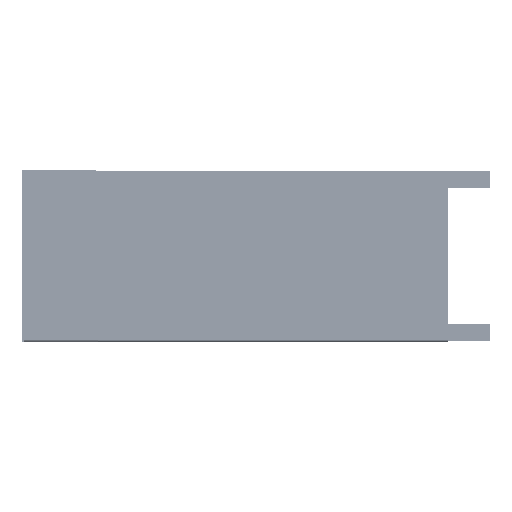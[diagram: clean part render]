
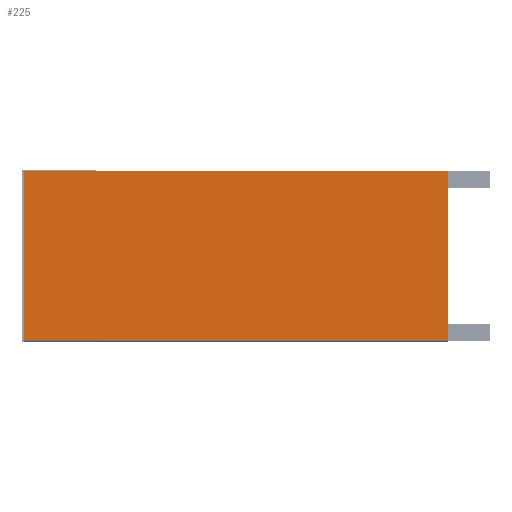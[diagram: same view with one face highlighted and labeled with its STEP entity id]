
A CAD part, left-side view. The second image highlights one B-rep face of the part: STEP entity #225.
In plain terms, the highlighted free-form (B-spline) face has degree [1, 1] with [2, 2] control points.
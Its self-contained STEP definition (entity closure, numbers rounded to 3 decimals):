
#21 = EDGE_CURVE('',#22,#24,#26,.T.);
#22 = VERTEX_POINT('',#23);
#23 = CARTESIAN_POINT('',(-931.397,1108.391,
    -229.222));
#24 = VERTEX_POINT('',#25);
#25 = CARTESIAN_POINT('',(-931.397,-52.228,
    -229.222));
#26 = B_SPLINE_CURVE_WITH_KNOTS('',1,(#27,#28),.UNSPECIFIED.,.F.,.F.,(2,
    2),(-500.,500.),.PIECEWISE_BEZIER_KNOTS.);
#27 = CARTESIAN_POINT('',(-931.397,1108.391,
    -229.222));
#28 = CARTESIAN_POINT('',(-931.397,-52.228,
    -229.222));
#76 = VERTEX_POINT('',#77);
#77 = CARTESIAN_POINT('',(-931.397,-52.228,
    232.124));
#82 = EDGE_CURVE('',#24,#76,#83,.T.);
#83 = B_SPLINE_CURVE_WITH_KNOTS('',1,(#84,#85),.UNSPECIFIED.,.F.,.F.,(2,
    2),(11.31,408.81),.PIECEWISE_BEZIER_KNOTS.);
#84 = CARTESIAN_POINT('',(-931.397,-52.228,
    -229.222));
#85 = CARTESIAN_POINT('',(-931.397,-52.228,
    232.124));
#174 = EDGE_CURVE('',#175,#22,#177,.T.);
#175 = VERTEX_POINT('',#176);
#176 = CARTESIAN_POINT('',(-931.397,1108.391,
    232.124));
#177 = B_SPLINE_CURVE_WITH_KNOTS('',1,(#178,#179),.UNSPECIFIED.,.F.,.F.,
  (2,2),(-397.5,0.),.PIECEWISE_BEZIER_KNOTS.);
#178 = CARTESIAN_POINT('',(-931.397,1108.391,
    232.124));
#179 = CARTESIAN_POINT('',(-931.397,1108.391,
    -229.222));
#197 = EDGE_CURVE('',#76,#175,#198,.T.);
#198 = B_SPLINE_CURVE_WITH_KNOTS('',1,(#199,#200),.UNSPECIFIED.,.F.,.F.,
  (2,2),(-1000.,0.),.PIECEWISE_BEZIER_KNOTS.);
#199 = CARTESIAN_POINT('',(-931.397,-52.228,
    232.124));
#200 = CARTESIAN_POINT('',(-931.397,1108.391,
    232.124));
#225 = ADVANCED_FACE('',(#226),#232,.T.);
#226 = FACE_BOUND('',#227,.T.);
#227 = EDGE_LOOP('',(#228,#229,#230,#231));
#228 = ORIENTED_EDGE('',*,*,#21,.T.);
#229 = ORIENTED_EDGE('',*,*,#82,.T.);
#230 = ORIENTED_EDGE('',*,*,#197,.T.);
#231 = ORIENTED_EDGE('',*,*,#174,.T.);
#232 = B_SPLINE_SURFACE_WITH_KNOTS('',1,1,(
    (#233,#234)
    ,(#235,#236
    )),.UNSPECIFIED.,.F.,.F.,.F.,(2,2),(2,2),(-195.923,
    201.577),(-500.,500.),.PIECEWISE_BEZIER_KNOTS.);
#233 = CARTESIAN_POINT('',(-931.397,-52.228,
    -229.222));
#234 = CARTESIAN_POINT('',(-931.397,1108.391,
    -229.222));
#235 = CARTESIAN_POINT('',(-931.397,-52.228,
    232.124));
#236 = CARTESIAN_POINT('',(-931.397,1108.391,
    232.124));
